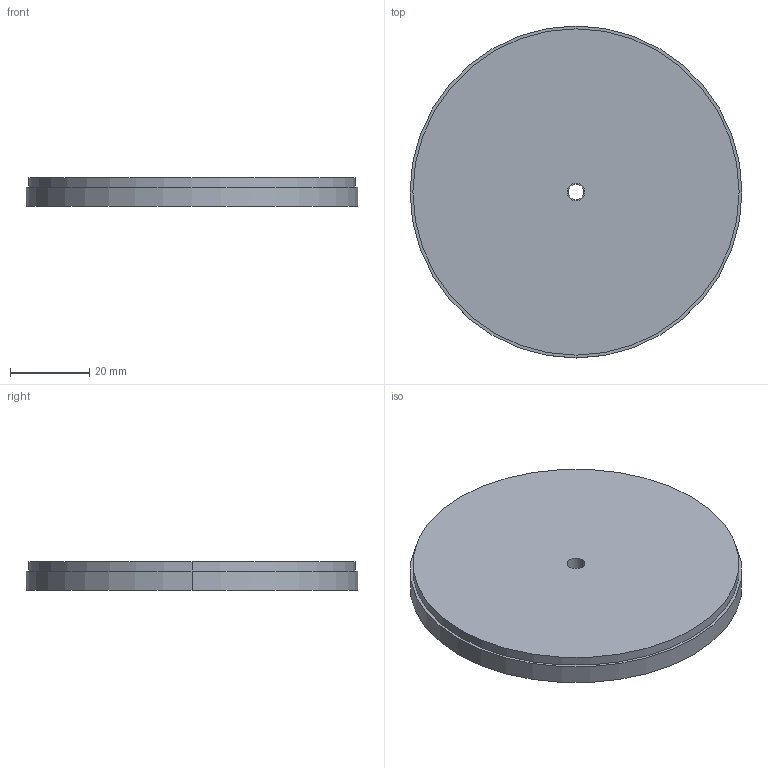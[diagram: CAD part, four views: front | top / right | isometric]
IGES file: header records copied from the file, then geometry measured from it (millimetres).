
Start section:  PTC IGES file: 158526.igs
Global section: file name: 158526.igs; native system: Pro/ENGINEER by Parametric Technology Corporation; preprocessor: 2009141; author: banengservice; organization: Unknown; date: 20111006.141605; units: inch
Bounding box: 84 x 84 x 7.3 mm (x, y, z)
Volume: 39892.7 mm3; surface area: 13072.6 mm2
Topology: 1 solids, 1 shells, 12 faces, 24 edges, 16 vertices
Faces by surface type: revolution 8, bspline 4
